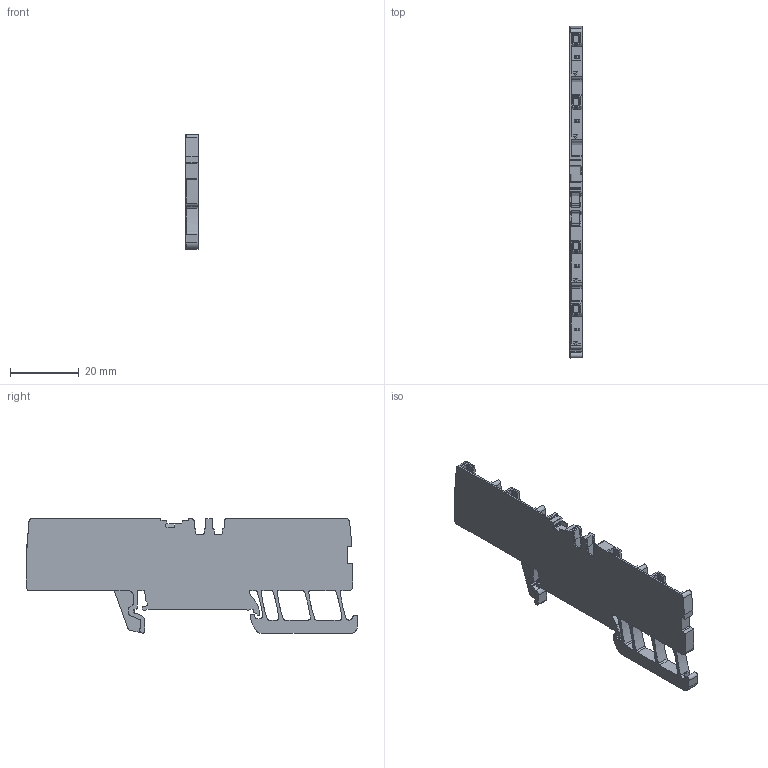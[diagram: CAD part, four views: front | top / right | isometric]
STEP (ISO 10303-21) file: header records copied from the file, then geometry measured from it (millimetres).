
FILE_DESCRIPTION(('CATIA V5 STEP Exchange','CAx-IF Rec.Pracs.--- Model Styling and Organization---1.4--- 2014-01-23'),'2;1');
FILE_NAME ('1480899-2_0', '2023-04-21T05:51:23+00:00', ('none'), ('Weidmueller'), 'CATIA Version 5-6 Release 2016 SP3 HF44', 'CATIA V5 STEP AP214', 'none');
FILE_SCHEMA(('AUTOMOTIVE_DESIGN { 1 0 10303 214 1 1 1 1 }'));
Length unit declared in the file: millimetre
Products named in the file (1): 2898130000
Bounding box: 3.5 x 96.33 x 33.35 mm (x, y, z)
Volume: 5862.7 mm3; surface area: 7420.2 mm2
Topology: 5 solids, 5 shells, 731 faces, 2063 edges, 1326 vertices
Faces by surface type: plane 332, cylinder 260, extrusion 102, torus 19, bspline 16, sphere 2
Entity records: 33514 total; most frequent: CARTESIAN_POINT 15843, ORIENTED_EDGE 4090, DIRECTION 2833, EDGE_CURVE 2045, VECTOR 1457, LINE 1355, VERTEX_POINT 1326, AXIS2_PLACEMENT_3D 860
